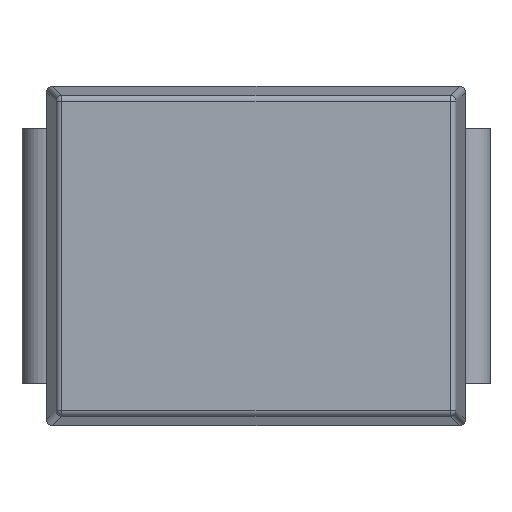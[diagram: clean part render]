
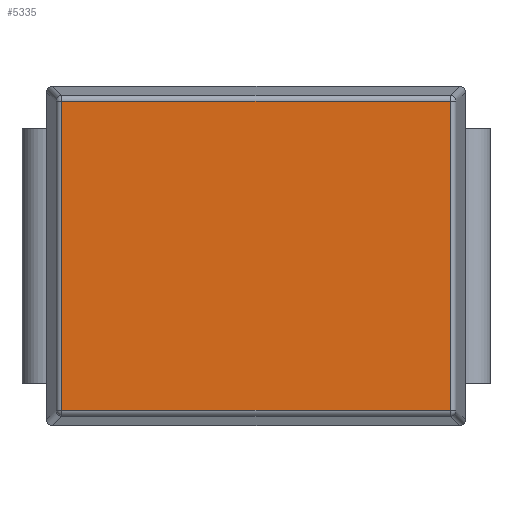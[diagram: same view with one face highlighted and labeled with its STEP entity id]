
A CAD part, top view. The second image highlights one B-rep face of the part: STEP entity #5335.
In plain terms, the highlighted planar face has unit normal (0, 0, 1).
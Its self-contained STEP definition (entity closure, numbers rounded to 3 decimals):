
#4494 = CYLINDRICAL_SURFACE('',#4495,0.05);
#4495 = AXIS2_PLACEMENT_3D('',#4496,#4497,#4498);
#4496 = CARTESIAN_POINT('',(0.087,0.132,1.8));
#4497 = DIRECTION('',(1.,0.,0.));
#4498 = DIRECTION('',(0.,-0.995,0.105));
#4758 = CYLINDRICAL_SURFACE('',#4759,0.05);
#4759 = AXIS2_PLACEMENT_3D('',#4760,#4761,#4762);
#4760 = CARTESIAN_POINT('',(0.087,2.868,1.8));
#4761 = DIRECTION('',(1.,0.,0.));
#4762 = DIRECTION('',(0.,0.995,0.105));
#4937 = VERTEX_POINT('',#4938);
#4938 = CARTESIAN_POINT('',(0.132,0.132,1.85));
#4960 = EDGE_CURVE('',#4937,#4961,#4963,.T.);
#4961 = VERTEX_POINT('',#4962);
#4962 = CARTESIAN_POINT('',(3.568,0.132,1.85));
#4963 = SURFACE_CURVE('',#4964,(#4968,#4975),.PCURVE_S1.);
#4964 = LINE('',#4965,#4966);
#4965 = CARTESIAN_POINT('',(0.087,0.132,1.85));
#4966 = VECTOR('',#4967,1.);
#4967 = DIRECTION('',(1.,0.,0.));
#4968 = PCURVE('',#4494,#4969);
#4969 = DEFINITIONAL_REPRESENTATION('',(#4970),#4974);
#4970 = LINE('',#4971,#4972);
#4971 = CARTESIAN_POINT('',(-1.466,0.));
#4972 = VECTOR('',#4973,1.);
#4973 = DIRECTION('',(0.,1.));
#4974 = ( GEOMETRIC_REPRESENTATION_CONTEXT(2) 
PARAMETRIC_REPRESENTATION_CONTEXT() REPRESENTATION_CONTEXT('2D SPACE',''
  ) );
#4975 = PCURVE('',#4976,#4981);
#4976 = PLANE('',#4977);
#4977 = AXIS2_PLACEMENT_3D('',#4978,#4979,#4980);
#4978 = CARTESIAN_POINT('',(0.,0.,1.85));
#4979 = DIRECTION('',(0.,0.,1.));
#4980 = DIRECTION('',(1.,0.,0.));
#4981 = DEFINITIONAL_REPRESENTATION('',(#4982),#4986);
#4982 = LINE('',#4983,#4984);
#4983 = CARTESIAN_POINT('',(0.087,0.132));
#4984 = VECTOR('',#4985,1.);
#4985 = DIRECTION('',(1.,0.));
#4986 = ( GEOMETRIC_REPRESENTATION_CONTEXT(2) 
PARAMETRIC_REPRESENTATION_CONTEXT() REPRESENTATION_CONTEXT('2D SPACE',''
  ) );
#5032 = CYLINDRICAL_SURFACE('',#5033,0.05);
#5033 = AXIS2_PLACEMENT_3D('',#5034,#5035,#5036);
#5034 = CARTESIAN_POINT('',(0.132,0.087,1.8));
#5035 = DIRECTION('',(0.,1.,0.));
#5036 = DIRECTION('',(-0.995,0.,0.105));
#5169 = VERTEX_POINT('',#5170);
#5170 = CARTESIAN_POINT('',(0.132,2.868,1.85));
#5192 = EDGE_CURVE('',#5169,#5193,#5195,.T.);
#5193 = VERTEX_POINT('',#5194);
#5194 = CARTESIAN_POINT('',(3.568,2.868,1.85));
#5195 = SURFACE_CURVE('',#5196,(#5200,#5207),.PCURVE_S1.);
#5196 = LINE('',#5197,#5198);
#5197 = CARTESIAN_POINT('',(0.087,2.868,1.85));
#5198 = VECTOR('',#5199,1.);
#5199 = DIRECTION('',(1.,0.,0.));
#5200 = PCURVE('',#4758,#5201);
#5201 = DEFINITIONAL_REPRESENTATION('',(#5202),#5206);
#5202 = LINE('',#5203,#5204);
#5203 = CARTESIAN_POINT('',(1.466,0.));
#5204 = VECTOR('',#5205,1.);
#5205 = DIRECTION('',(0.,1.));
#5206 = ( GEOMETRIC_REPRESENTATION_CONTEXT(2) 
PARAMETRIC_REPRESENTATION_CONTEXT() REPRESENTATION_CONTEXT('2D SPACE',''
  ) );
#5207 = PCURVE('',#4976,#5208);
#5208 = DEFINITIONAL_REPRESENTATION('',(#5209),#5213);
#5209 = LINE('',#5210,#5211);
#5210 = CARTESIAN_POINT('',(0.087,2.868));
#5211 = VECTOR('',#5212,1.);
#5212 = DIRECTION('',(1.,0.));
#5213 = ( GEOMETRIC_REPRESENTATION_CONTEXT(2) 
PARAMETRIC_REPRESENTATION_CONTEXT() REPRESENTATION_CONTEXT('2D SPACE',''
  ) );
#5257 = CYLINDRICAL_SURFACE('',#5258,0.05);
#5258 = AXIS2_PLACEMENT_3D('',#5259,#5260,#5261);
#5259 = CARTESIAN_POINT('',(3.568,0.087,1.8));
#5260 = DIRECTION('',(0.,1.,0.));
#5261 = DIRECTION('',(0.995,0.,0.105));
#5335 = ADVANCED_FACE('',(#5336),#4976,.T.);
#5336 = FACE_BOUND('',#5337,.T.);
#5337 = EDGE_LOOP('',(#5338,#5359,#5360,#5381));
#5338 = ORIENTED_EDGE('',*,*,#5339,.F.);
#5339 = EDGE_CURVE('',#4937,#5169,#5340,.T.);
#5340 = SURFACE_CURVE('',#5341,(#5345,#5352),.PCURVE_S1.);
#5341 = LINE('',#5342,#5343);
#5342 = CARTESIAN_POINT('',(0.132,0.087,1.85));
#5343 = VECTOR('',#5344,1.);
#5344 = DIRECTION('',(0.,1.,0.));
#5345 = PCURVE('',#4976,#5346);
#5346 = DEFINITIONAL_REPRESENTATION('',(#5347),#5351);
#5347 = LINE('',#5348,#5349);
#5348 = CARTESIAN_POINT('',(0.132,0.087));
#5349 = VECTOR('',#5350,1.);
#5350 = DIRECTION('',(0.,1.));
#5351 = ( GEOMETRIC_REPRESENTATION_CONTEXT(2) 
PARAMETRIC_REPRESENTATION_CONTEXT() REPRESENTATION_CONTEXT('2D SPACE',''
  ) );
#5352 = PCURVE('',#5032,#5353);
#5353 = DEFINITIONAL_REPRESENTATION('',(#5354),#5358);
#5354 = LINE('',#5355,#5356);
#5355 = CARTESIAN_POINT('',(1.466,0.));
#5356 = VECTOR('',#5357,1.);
#5357 = DIRECTION('',(0.,1.));
#5358 = ( GEOMETRIC_REPRESENTATION_CONTEXT(2) 
PARAMETRIC_REPRESENTATION_CONTEXT() REPRESENTATION_CONTEXT('2D SPACE',''
  ) );
#5359 = ORIENTED_EDGE('',*,*,#4960,.T.);
#5360 = ORIENTED_EDGE('',*,*,#5361,.T.);
#5361 = EDGE_CURVE('',#4961,#5193,#5362,.T.);
#5362 = SURFACE_CURVE('',#5363,(#5367,#5374),.PCURVE_S1.);
#5363 = LINE('',#5364,#5365);
#5364 = CARTESIAN_POINT('',(3.568,0.087,1.85));
#5365 = VECTOR('',#5366,1.);
#5366 = DIRECTION('',(0.,1.,0.));
#5367 = PCURVE('',#4976,#5368);
#5368 = DEFINITIONAL_REPRESENTATION('',(#5369),#5373);
#5369 = LINE('',#5370,#5371);
#5370 = CARTESIAN_POINT('',(3.568,0.087));
#5371 = VECTOR('',#5372,1.);
#5372 = DIRECTION('',(0.,1.));
#5373 = ( GEOMETRIC_REPRESENTATION_CONTEXT(2) 
PARAMETRIC_REPRESENTATION_CONTEXT() REPRESENTATION_CONTEXT('2D SPACE',''
  ) );
#5374 = PCURVE('',#5257,#5375);
#5375 = DEFINITIONAL_REPRESENTATION('',(#5376),#5380);
#5376 = LINE('',#5377,#5378);
#5377 = CARTESIAN_POINT('',(-1.466,0.));
#5378 = VECTOR('',#5379,1.);
#5379 = DIRECTION('',(0.,1.));
#5380 = ( GEOMETRIC_REPRESENTATION_CONTEXT(2) 
PARAMETRIC_REPRESENTATION_CONTEXT() REPRESENTATION_CONTEXT('2D SPACE',''
  ) );
#5381 = ORIENTED_EDGE('',*,*,#5192,.F.);
